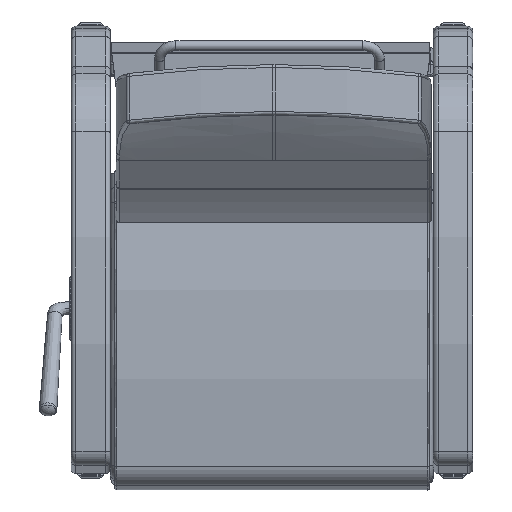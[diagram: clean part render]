
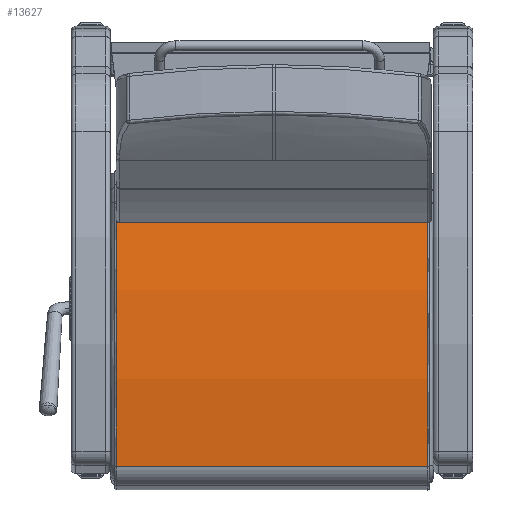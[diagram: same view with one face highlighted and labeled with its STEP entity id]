
A CAD part, front view. The second image highlights one B-rep face of the part: STEP entity #13627.
In plain terms, the highlighted free-form (B-spline) face has degree [3, 1] with [18, 2] control points.
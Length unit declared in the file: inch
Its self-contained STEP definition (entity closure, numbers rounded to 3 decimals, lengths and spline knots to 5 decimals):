
#876=ELLIPSE('',#15553,60.30357,60.25);
#878=ELLIPSE('',#15575,60.30357,60.25);
#2142=LINE('',#38250,#2974);
#2143=LINE('',#38289,#2975);
#2974=VECTOR('',#19737,0.3937);
#2975=VECTOR('',#19740,0.3937);
#3823=FACE_OUTER_BOUND('',#4783,.T.);
#4783=EDGE_LOOP('',(#12496,#12497,#12498,#12499));
#6946=VERTEX_POINT('',#37881);
#6947=VERTEX_POINT('',#37882);
#6966=VERTEX_POINT('',#38249);
#6967=VERTEX_POINT('',#38288);
#8794=EDGE_CURVE('',#6946,#6947,#876,.T.);
#8823=EDGE_CURVE('',#6966,#6947,#2142,.T.);
#8825=EDGE_CURVE('',#6967,#6946,#2143,.T.);
#8826=EDGE_CURVE('',#6966,#6967,#878,.T.);
#12496=ORIENTED_EDGE('',*,*,#8794,.F.);
#12497=ORIENTED_EDGE('',*,*,#8825,.F.);
#12498=ORIENTED_EDGE('',*,*,#8826,.F.);
#12499=ORIENTED_EDGE('',*,*,#8823,.T.);
#12816=B_SPLINE_SURFACE_WITH_KNOTS('',3,1,((#38252,#38253),(#38254,#38255),
(#38256,#38257),(#38258,#38259),(#38260,#38261),(#38262,#38263),(#38264,
#38265),(#38266,#38267),(#38268,#38269),(#38270,#38271),(#38272,#38273),
(#38274,#38275),(#38276,#38277),(#38278,#38279),(#38280,#38281),(#38282,
#38283),(#38284,#38285),(#38286,#38287)),.UNSPECIFIED.,.F.,.F.,.F.,(4,1,
1,1,1,1,1,1,1,1,1,1,1,1,1,4),(2,2),(-1.69612,-1.66826,
-1.6404,-1.62647,-1.59861,-1.58468,
-1.55682,-1.54289,-1.51503,-1.5011,-1.47324,
-1.45931,-1.43145,-1.41752,-1.38966,
-1.3618),(0.,91.44),.UNSPECIFIED.);
#13627=ADVANCED_FACE('',(#3823),#12816,.T.);
#15553=AXIS2_PLACEMENT_3D('',#37883,#19686,#19687);
#15575=AXIS2_PLACEMENT_3D('',#38290,#19741,#19742);
#19686=DIRECTION('center_axis',(0.,0.,
-1.));
#19687=DIRECTION('ref_axis',(1.,0.,0.));
#19737=DIRECTION('',(0.,0.,-1.));
#19740=DIRECTION('',(0.,0.,-1.));
#19741=DIRECTION('center_axis',(0.,0.,1.));
#19742=DIRECTION('ref_axis',(1.,0.,0.));
#37881=CARTESIAN_POINT('',(3.60935,-1.68389,0.124));
#37882=CARTESIAN_POINT('',(23.65848,-2.52291,0.124));
#37883=CARTESIAN_POINT('Origin',(11.14546,-61.46156,0.124));
#38249=CARTESIAN_POINT('',(23.65848,-2.52291,23.876));
#38250=CARTESIAN_POINT('',(23.65848,-2.52291,24.));
#38252=CARTESIAN_POINT('Ctrl Pts',(3.60935,-1.68389,24.));
#38253=CARTESIAN_POINT('Ctrl Pts',(3.60935,-1.68389,-12.));
#38254=CARTESIAN_POINT('Ctrl Pts',(4.16497,-1.61396,24.));
#38255=CARTESIAN_POINT('Ctrl Pts',(4.16497,-1.61396,-12.));
#38256=CARTESIAN_POINT('Ctrl Pts',(5.27817,-1.48959,24.));
#38257=CARTESIAN_POINT('Ctrl Pts',(5.27817,-1.48959,-12.));
#38258=CARTESIAN_POINT('Ctrl Pts',(6.67346,-1.3729,24.));
#38259=CARTESIAN_POINT('Ctrl Pts',(6.67346,-1.3729,-12.));
#38260=CARTESIAN_POINT('Ctrl Pts',(8.07078,-1.28537,24.));
#38261=CARTESIAN_POINT('Ctrl Pts',(8.07078,-1.28537,-12.));
#38262=CARTESIAN_POINT('Ctrl Pts',(9.18994,-1.2387,24.));
#38263=CARTESIAN_POINT('Ctrl Pts',(9.18994,-1.2387,-12.));
#38264=CARTESIAN_POINT('Ctrl Pts',(10.5897,-1.20957,24.));
#38265=CARTESIAN_POINT('Ctrl Pts',(10.5897,-1.20957,-12.));
#38266=CARTESIAN_POINT('Ctrl Pts',(11.70984,-1.20965,24.));
#38267=CARTESIAN_POINT('Ctrl Pts',(11.70984,-1.20965,-12.));
#38268=CARTESIAN_POINT('Ctrl Pts',(13.1096,-1.23898,24.));
#38269=CARTESIAN_POINT('Ctrl Pts',(13.1096,-1.23898,-12.));
#38270=CARTESIAN_POINT('Ctrl Pts',(14.22875,-1.28581,24.));
#38271=CARTESIAN_POINT('Ctrl Pts',(14.22875,-1.28581,-12.));
#38272=CARTESIAN_POINT('Ctrl Pts',(15.62606,-1.37354,24.));
#38273=CARTESIAN_POINT('Ctrl Pts',(15.62606,-1.37354,-12.));
#38274=CARTESIAN_POINT('Ctrl Pts',(16.74228,-1.46705,24.));
#38275=CARTESIAN_POINT('Ctrl Pts',(16.74228,-1.46705,-12.));
#38276=CARTESIAN_POINT('Ctrl Pts',(18.1347,-1.61302,24.));
#38277=CARTESIAN_POINT('Ctrl Pts',(18.1347,-1.61302,-12.));
#38278=CARTESIAN_POINT('Ctrl Pts',(19.24603,-1.75304,24.));
#38279=CARTESIAN_POINT('Ctrl Pts',(19.24603,-1.75304,-12.));
#38280=CARTESIAN_POINT('Ctrl Pts',(20.63114,-1.95701,24.));
#38281=CARTESIAN_POINT('Ctrl Pts',(20.63114,-1.95701,-12.));
#38282=CARTESIAN_POINT('Ctrl Pts',(22.01177,-2.18986,24.));
#38283=CARTESIAN_POINT('Ctrl Pts',(22.01177,-2.18986,-12.));
#38284=CARTESIAN_POINT('Ctrl Pts',(23.11066,-2.40681,24.));
#38285=CARTESIAN_POINT('Ctrl Pts',(23.11066,-2.40681,-12.));
#38286=CARTESIAN_POINT('Ctrl Pts',(23.65848,-2.52291,24.));
#38287=CARTESIAN_POINT('Ctrl Pts',(23.65848,-2.52291,-12.));
#38288=CARTESIAN_POINT('',(3.60935,-1.68389,23.876));
#38289=CARTESIAN_POINT('',(3.60935,-1.68389,24.));
#38290=CARTESIAN_POINT('Origin',(11.14546,-61.46156,23.876));
